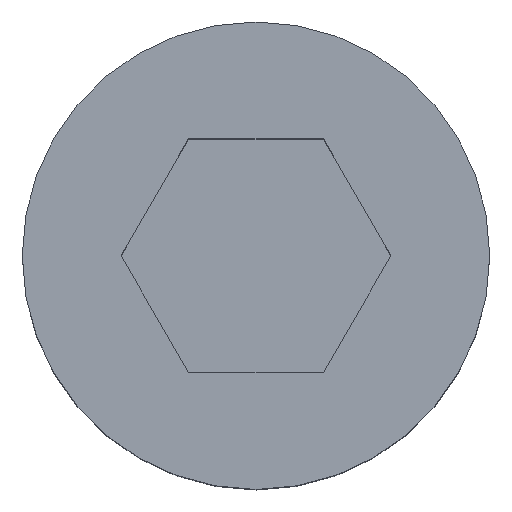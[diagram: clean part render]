
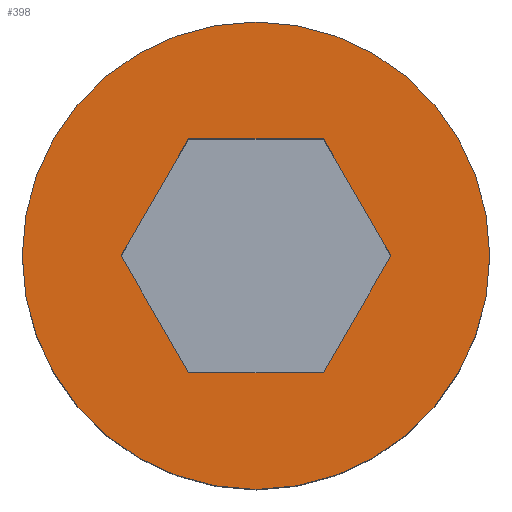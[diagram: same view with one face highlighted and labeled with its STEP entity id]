
A CAD part, top view. The second image highlights one B-rep face of the part: STEP entity #398.
In plain terms, the highlighted planar face has unit normal (0, 0, 1).
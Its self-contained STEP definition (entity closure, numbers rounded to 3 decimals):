
#121=CARTESIAN_POINT('',(0.866,-1.5,4.));
#122=VERTEX_POINT('',#121);
#123=CARTESIAN_POINT('',(1.732,0.,4.));
#124=VERTEX_POINT('',#123);
#125=CARTESIAN_POINT('',(0.866,-1.5,4.));
#126=DIRECTION('',(0.5,0.866,0.));
#127=VECTOR('',#126,1.732);
#128=LINE('',#125,#127);
#129=EDGE_CURVE('',#122,#124,#128,.T.);
#161=CARTESIAN_POINT('',(0.866,1.5,4.));
#162=VERTEX_POINT('',#161);
#163=CARTESIAN_POINT('',(1.732,0.,4.));
#164=DIRECTION('',(-0.5,0.866,0.));
#165=VECTOR('',#164,1.732);
#166=LINE('',#163,#165);
#167=EDGE_CURVE('',#124,#162,#166,.T.);
#192=CARTESIAN_POINT('',(-0.866,1.5,4.));
#193=VERTEX_POINT('',#192);
#194=CARTESIAN_POINT('',(0.866,1.5,4.));
#195=DIRECTION('',(-1.,0.,0.));
#196=VECTOR('',#195,1.732);
#197=LINE('',#194,#196);
#198=EDGE_CURVE('',#162,#193,#197,.T.);
#223=CARTESIAN_POINT('',(-1.732,0.,4.));
#224=VERTEX_POINT('',#223);
#225=CARTESIAN_POINT('',(-0.866,1.5,4.));
#226=DIRECTION('',(-0.5,-0.866,0.));
#227=VECTOR('',#226,1.732);
#228=LINE('',#225,#227);
#229=EDGE_CURVE('',#193,#224,#228,.T.);
#254=CARTESIAN_POINT('',(-0.866,-1.5,4.));
#255=VERTEX_POINT('',#254);
#256=CARTESIAN_POINT('',(-1.732,0.,4.));
#257=DIRECTION('',(0.5,-0.866,0.));
#258=VECTOR('',#257,1.732);
#259=LINE('',#256,#258);
#260=EDGE_CURVE('',#224,#255,#259,.T.);
#285=CARTESIAN_POINT('',(-0.866,-1.5,4.));
#286=DIRECTION('',(1.,0.,0.));
#287=VECTOR('',#286,1.732);
#288=LINE('',#285,#287);
#289=EDGE_CURVE('',#255,#122,#288,.T.);
#321=CARTESIAN_POINT('',(3.,0.,4.));
#322=VERTEX_POINT('',#321);
#323=CARTESIAN_POINT('',(-3.,0.,4.));
#324=VERTEX_POINT('',#323);
#325=CARTESIAN_POINT('',(0.,0.,4.));
#326=DIRECTION('',(1.,0.,0.));
#327=DIRECTION('',(-0.,0.,-1.));
#328=AXIS2_PLACEMENT_3D('',#325,#327,#326);
#329=CIRCLE('',#328,3.);
#330=EDGE_CURVE('',#322,#324,#329,.T.);
#357=CARTESIAN_POINT('',(0.,0.,4.));
#358=DIRECTION('',(-1.,0.,0.));
#359=DIRECTION('',(0.,0.,-1.));
#360=AXIS2_PLACEMENT_3D('',#357,#359,#358);
#361=CIRCLE('',#360,3.);
#362=EDGE_CURVE('',#324,#322,#361,.T.);
#381=CARTESIAN_POINT('',(0.,0.,4.));
#382=DIRECTION('',(1.,0.,0.));
#383=DIRECTION('',(0.,0.,1.));
#384=AXIS2_PLACEMENT_3D('',#381,#383,#382);
#385=PLANE('',#384);
#386=ORIENTED_EDGE('',*,*,#362,.F.);
#387=ORIENTED_EDGE('',*,*,#330,.F.);
#388=EDGE_LOOP('',(#386,#387));
#389=FACE_OUTER_BOUND('',#388,.T.);
#390=ORIENTED_EDGE('',*,*,#129,.F.);
#391=ORIENTED_EDGE('',*,*,#289,.F.);
#392=ORIENTED_EDGE('',*,*,#260,.F.);
#393=ORIENTED_EDGE('',*,*,#229,.F.);
#394=ORIENTED_EDGE('',*,*,#198,.F.);
#395=ORIENTED_EDGE('',*,*,#167,.F.);
#396=EDGE_LOOP('',(#390,#391,#392,#393,#394,#395));
#397=FACE_BOUND('',#396,.T.);
#398=ADVANCED_FACE('F13',(#389,#397),#385,.T.);
